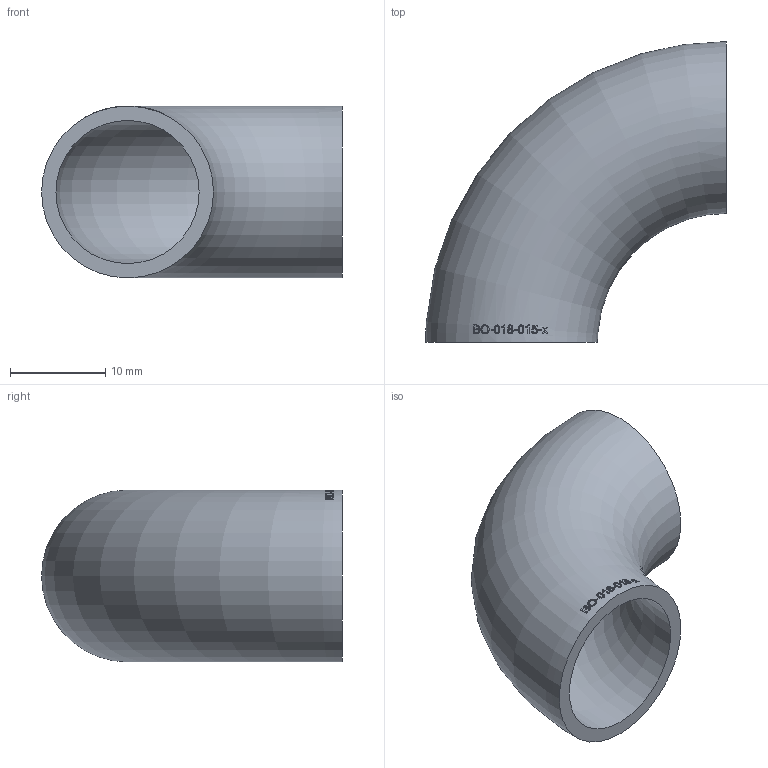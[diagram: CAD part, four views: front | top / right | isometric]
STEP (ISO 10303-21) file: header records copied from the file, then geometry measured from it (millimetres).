
FILE_DESCRIPTION (( 'STEP AP214' ), '1' );
FILE_NAME ('BO-018-015-x Bogen 1911.STEP', '2019-11-07T08:21:16', ( '' ), ( '' ), 'SwSTEP 2.0', 'SolidWorks 2016', '' );
FILE_SCHEMA (( 'AUTOMOTIVE_DESIGN' ));
Length unit declared in the file: millimetre
Products named in the file (1): BO-018-015-x Bogen 1911
Bounding box: 31.5 x 31.5 x 18 mm (x, y, z)
Volume: 2748 mm3; surface area: 3821 mm2
Topology: 1 solids, 1 shells, 136 faces, 349 edges, 233 vertices
Faces by surface type: bspline 61, plane 53, torus 22
Entity records: 8228 total; most frequent: CARTESIAN_POINT 4191, ORIENTED_EDGE 680, EDGE_CURVE 340, DIRECTION 270, VERTEX_POINT 228, B_SPLINE_CURVE_WITH_KNOTS 224, EDGE_LOOP 158, FACE_OUTER_BOUND 137
